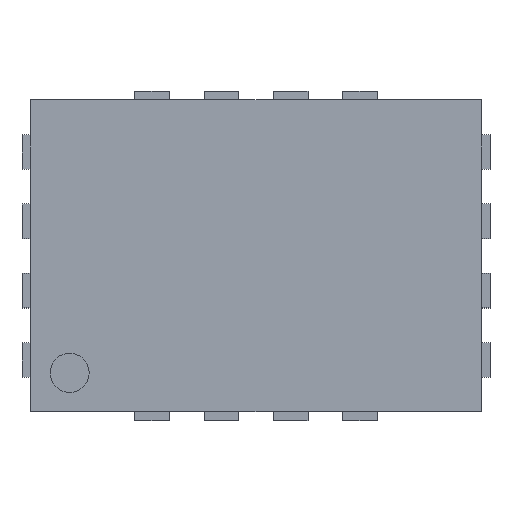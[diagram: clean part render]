
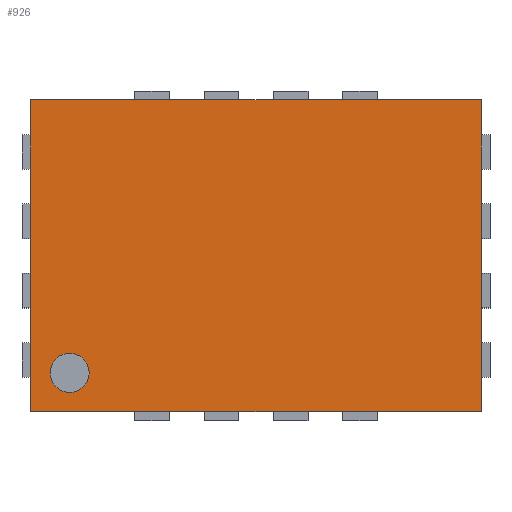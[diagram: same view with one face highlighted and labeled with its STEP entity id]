
A CAD part, top view. The second image highlights one B-rep face of the part: STEP entity #926.
In plain terms, the highlighted planar face has unit normal (0, 0, 1).
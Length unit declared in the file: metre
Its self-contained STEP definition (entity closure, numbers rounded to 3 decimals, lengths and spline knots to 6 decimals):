
#436 = EDGE_CURVE( '', #1152, #1152, #1153, .T. );
#588 = EDGE_CURVE( '', #1400, #1401, #1402, .T. );
#694 = EDGE_CURVE( '', #1552, #1400, #1553, .T. );
#866 = EDGE_CURVE( '', #1552, #1380, #1776, .T. );
#926 = ADVANCED_FACE( '', ( #1851, #1852 ), #1853, .T. );
#978 = EDGE_CURVE( '', #1380, #1401, #1917, .T. );
#1152 = VERTEX_POINT( '', #2114 );
#1153 = CIRCLE( '', #2115, 0.000113 );
#1380 = VERTEX_POINT( '', #2453 );
#1400 = VERTEX_POINT( '', #2479 );
#1401 = VERTEX_POINT( '', #2480 );
#1402 = LINE( '', #2481, #2482 );
#1552 = VERTEX_POINT( '', #2703 );
#1553 = LINE( '', #2704, #2705 );
#1776 = LINE( '', #3033, #3034 );
#1851 = FACE_OUTER_BOUND( '', #3142, .T. );
#1852 = FACE_BOUND( '', #3143, .T. );
#1853 = PLANE( '', #3144 );
#1917 = LINE( '', #3235, #3236 );
#2114 = CARTESIAN_POINT( '', ( -0.001075, -0.000563, 0.00055 ) );
#2115 = AXIS2_PLACEMENT_3D( '', #3393, #3394, #3395 );
#2453 = CARTESIAN_POINT( '', ( 0.0013, 0.0009, 0.00055 ) );
#2479 = CARTESIAN_POINT( '', ( -0.0013, -0.0009, 0.00055 ) );
#2480 = CARTESIAN_POINT( '', ( -0.0013, 0.0009, 0.00055 ) );
#2481 = CARTESIAN_POINT( '', ( -0.0013, -0.0009, 0.00055 ) );
#2482 = VECTOR( '', #3587, 1. );
#2703 = CARTESIAN_POINT( '', ( 0.0013, -0.0009, 0.00055 ) );
#2704 = CARTESIAN_POINT( '', ( 0.0013, -0.0009, 0.00055 ) );
#2705 = VECTOR( '', #3757, 1. );
#3033 = CARTESIAN_POINT( '', ( 0.0013, -0.0009, 0.00055 ) );
#3034 = VECTOR( '', #4074, 1. );
#3142 = EDGE_LOOP( '', ( #4191, #4192, #4193, #4194 ) );
#3143 = EDGE_LOOP( '', ( #4195 ) );
#3144 = AXIS2_PLACEMENT_3D( '', #4196, #4197, #4198 );
#3235 = CARTESIAN_POINT( '', ( 0.0013, 0.0009, 0.00055 ) );
#3236 = VECTOR( '', #4308, 1. );
#3393 = CARTESIAN_POINT( '', ( -0.001075, -0.000675, 0.00055 ) );
#3394 = DIRECTION( '', ( 0., 0., 1. ) );
#3395 = DIRECTION( '', ( 0., 1., 0. ) );
#3587 = DIRECTION( '', ( 0., 1., 0. ) );
#3757 = DIRECTION( '', ( -1., 0., 0. ) );
#4074 = DIRECTION( '', ( 0., 1., 0. ) );
#4191 = ORIENTED_EDGE( '', *, *, #694, .F. );
#4192 = ORIENTED_EDGE( '', *, *, #866, .T. );
#4193 = ORIENTED_EDGE( '', *, *, #978, .T. );
#4194 = ORIENTED_EDGE( '', *, *, #588, .F. );
#4195 = ORIENTED_EDGE( '', *, *, #436, .F. );
#4196 = CARTESIAN_POINT( '', ( 0.0013, -0.0009, 0.00055 ) );
#4197 = DIRECTION( '', ( 0., 0., 1. ) );
#4198 = DIRECTION( '', ( 1., 0., 0. ) );
#4308 = DIRECTION( '', ( -1., 0., 0. ) );
